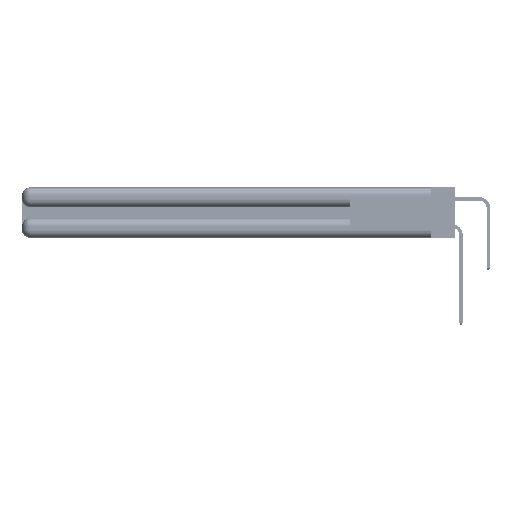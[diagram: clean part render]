
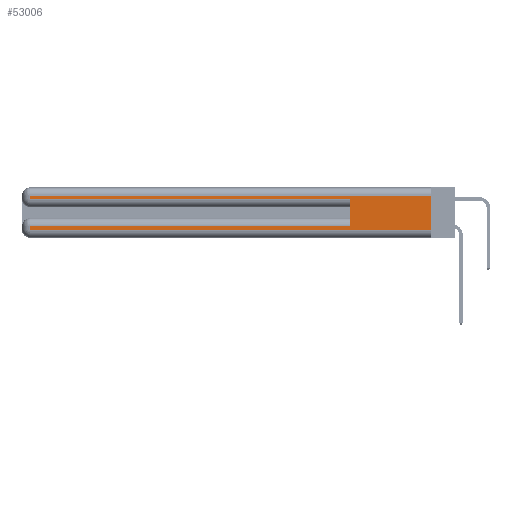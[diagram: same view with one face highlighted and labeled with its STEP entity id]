
A CAD part, left-side view. The second image highlights one B-rep face of the part: STEP entity #53006.
In plain terms, the highlighted planar face has unit normal (-1, 0, 0).
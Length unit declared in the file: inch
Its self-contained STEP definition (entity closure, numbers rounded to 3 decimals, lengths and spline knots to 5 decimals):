
#1614 = LINE ( 'NONE', #24665, #10392 ) ;
#2531 = EDGE_CURVE ( 'NONE', #51739, #36588, #3102, .T. ) ;
#3022 = CARTESIAN_POINT ( 'NONE',  ( 0., 0.6, 0.085 ) ) ;
#3102 = LINE ( 'NONE', #23349, #47925 ) ;
#3188 = CARTESIAN_POINT ( 'NONE',  ( 0., 2.94, 0.06 ) ) ;
#3404 = VERTEX_POINT ( 'NONE', #17194 ) ;
#4698 = LINE ( 'NONE', #51685, #49513 ) ;
#6105 = DIRECTION ( 'NONE',  ( 0., 0., 1. ) ) ;
#7568 = VECTOR ( 'NONE', #50984, 39.37008 ) ;
#7897 = CARTESIAN_POINT ( 'NONE',  ( 0., 0., 0.37 ) ) ;
#10392 = VECTOR ( 'NONE', #55047, 39.37008 ) ;
#10653 = DIRECTION ( 'NONE',  ( 0., -1., 0. ) ) ;
#12202 = CARTESIAN_POINT ( 'NONE',  ( 0., 2.94, 0.37 ) ) ;
#15575 = ORIENTED_EDGE ( 'NONE', *, *, #29711, .T. ) ;
#15585 = CARTESIAN_POINT ( 'NONE',  ( 0., 0., 0.37 ) ) ;
#15715 = EDGE_CURVE ( 'NONE', #51739, #37643, #53733, .T. ) ;
#16028 = CARTESIAN_POINT ( 'NONE',  ( 0., 0.6, 0.285 ) ) ;
#16191 = VERTEX_POINT ( 'NONE', #41079 ) ;
#16229 = CARTESIAN_POINT ( 'NONE',  ( 0., 0., 0.085 ) ) ;
#17194 = CARTESIAN_POINT ( 'NONE',  ( 0., 2.94, 0.31 ) ) ;
#18398 = LINE ( 'NONE', #12202, #51702 ) ;
#18655 = VERTEX_POINT ( 'NONE', #3188 ) ;
#18798 = DIRECTION ( 'NONE',  ( 0., 0., -1. ) ) ;
#19953 = VERTEX_POINT ( 'NONE', #46354 ) ;
#19958 = DIRECTION ( 'NONE',  ( 0., 0., -1. ) ) ;
#20356 = ORIENTED_EDGE ( 'NONE', *, *, #37138, .T. ) ;
#20938 = ORIENTED_EDGE ( 'NONE', *, *, #40805, .F. ) ;
#20993 = DIRECTION ( 'NONE',  ( 0., 0., -1. ) ) ;
#21773 = ORIENTED_EDGE ( 'NONE', *, *, #28453, .T. ) ;
#23349 = CARTESIAN_POINT ( 'NONE',  ( 0., 0.6, 0.145 ) ) ;
#23571 = CARTESIAN_POINT ( 'NONE',  ( 0., 0., 0.06 ) ) ;
#24119 = PLANE ( 'NONE',  #55354 ) ;
#24665 = CARTESIAN_POINT ( 'NONE',  ( 0., 0., 0.31 ) ) ;
#25007 = VECTOR ( 'NONE', #10653, 39.37008 ) ;
#25652 = DIRECTION ( 'NONE',  ( 0., -1., 0. ) ) ;
#26393 = LINE ( 'NONE', #23571, #25007 ) ;
#28453 = EDGE_CURVE ( 'NONE', #16191, #3404, #1614, .T. ) ;
#28769 = VECTOR ( 'NONE', #20993, 39.37008 ) ;
#29711 = EDGE_CURVE ( 'NONE', #37643, #18655, #18398, .T. ) ;
#30664 = ORIENTED_EDGE ( 'NONE', *, *, #32940, .T. ) ;
#30982 = VECTOR ( 'NONE', #18798, 39.37008 ) ;
#32609 = ORIENTED_EDGE ( 'NONE', *, *, #15715, .T. ) ;
#32940 = EDGE_CURVE ( 'NONE', #3404, #19953, #43880, .T. ) ;
#33276 = FACE_OUTER_BOUND ( 'NONE', #50964, .T. ) ;
#36588 = VERTEX_POINT ( 'NONE', #16028 ) ;
#37138 = EDGE_CURVE ( 'NONE', #18655, #51268, #26393, .T. ) ;
#37643 = VERTEX_POINT ( 'NONE', #39714 ) ;
#39714 = CARTESIAN_POINT ( 'NONE',  ( 0., 2.94, 0.085 ) ) ;
#40805 = EDGE_CURVE ( 'NONE', #16191, #51268, #49135, .T. ) ;
#41079 = CARTESIAN_POINT ( 'NONE',  ( 0., 0., 0.31 ) ) ;
#42579 = ORIENTED_EDGE ( 'NONE', *, *, #43264, .T. ) ;
#43264 = EDGE_CURVE ( 'NONE', #19953, #36588, #4698, .T. ) ;
#43880 = LINE ( 'NONE', #49195, #30982 ) ;
#44728 = ORIENTED_EDGE ( 'NONE', *, *, #2531, .F. ) ;
#45986 = DIRECTION ( 'NONE',  ( 1., 0., 0. ) ) ;
#46354 = CARTESIAN_POINT ( 'NONE',  ( 0., 2.94, 0.285 ) ) ;
#47925 = VECTOR ( 'NONE', #6105, 39.37008 ) ;
#49135 = LINE ( 'NONE', #7897, #28769 ) ;
#49195 = CARTESIAN_POINT ( 'NONE',  ( 0., 2.94, 0.37 ) ) ;
#49513 = VECTOR ( 'NONE', #25652, 39.37008 ) ;
#50964 = EDGE_LOOP ( 'NONE', ( #20938, #21773, #30664, #42579, #44728, #32609, #15575, #20356 ) ) ;
#50984 = DIRECTION ( 'NONE',  ( 0., 1., 0. ) ) ;
#51268 = VERTEX_POINT ( 'NONE', #55239 ) ;
#51685 = CARTESIAN_POINT ( 'NONE',  ( 0., 0., 0.285 ) ) ;
#51702 = VECTOR ( 'NONE', #55677, 39.37008 ) ;
#51739 = VERTEX_POINT ( 'NONE', #3022 ) ;
#53006 = ADVANCED_FACE ( 'NONE', ( #33276 ), #24119, .F. ) ;
#53733 = LINE ( 'NONE', #16229, #7568 ) ;
#55047 = DIRECTION ( 'NONE',  ( 0., 1., 0. ) ) ;
#55239 = CARTESIAN_POINT ( 'NONE',  ( 0., 0., 0.06 ) ) ;
#55354 = AXIS2_PLACEMENT_3D ( 'NONE', #15585, #45986, #19958 ) ;
#55677 = DIRECTION ( 'NONE',  ( 0., 0., -1. ) ) ;
